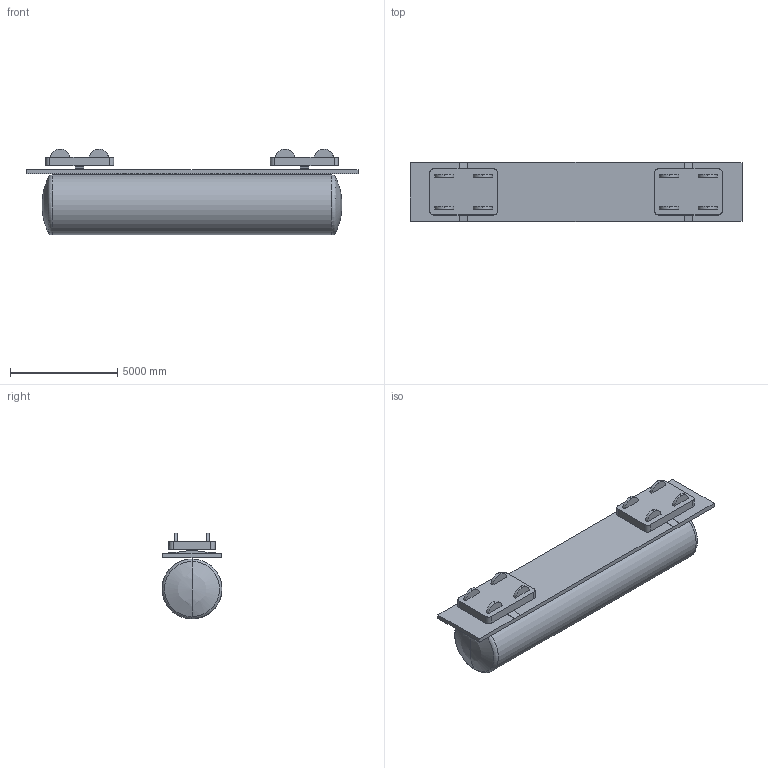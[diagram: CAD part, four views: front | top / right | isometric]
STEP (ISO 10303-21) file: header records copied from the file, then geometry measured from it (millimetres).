
FILE_DESCRIPTION (( 'STEP AP214' ), '1' );
FILE_NAME ('TankWagon_LessDetailed.STEP', '2024-03-21T16:57:19', ( '' ), ( '' ), 'SwSTEP 2.0', 'SolidWorks 2022', '' );
FILE_SCHEMA (( 'AUTOMOTIVE_DESIGN' ));
Length unit declared in the file: millimetre
Products named in the file (1): TankWagon_LessDetailed
Bounding box: 15500 x 2799.99 x 4010 mm (x, y, z)
Surface area: 262570844.8 mm2 (no closed solid volume)
Topology: 0 solids, 4 shells, 94 faces, 218 edges, 138 vertices
Faces by surface type: plane 56, cylinder 26, cone 4, sphere 4, torus 4
Entity records: 6742 total; most frequent: CARTESIAN_POINT 4003, ORIENTED_EDGE 428, B_SPLINE_CURVE_WITH_KNOTS 214, EDGE_CURVE 214, DIRECTION 190, VERTEX_POINT 138, EDGE_LOOP 104, UNCERTAINTY_MEASURE_WITH_UNIT 96
